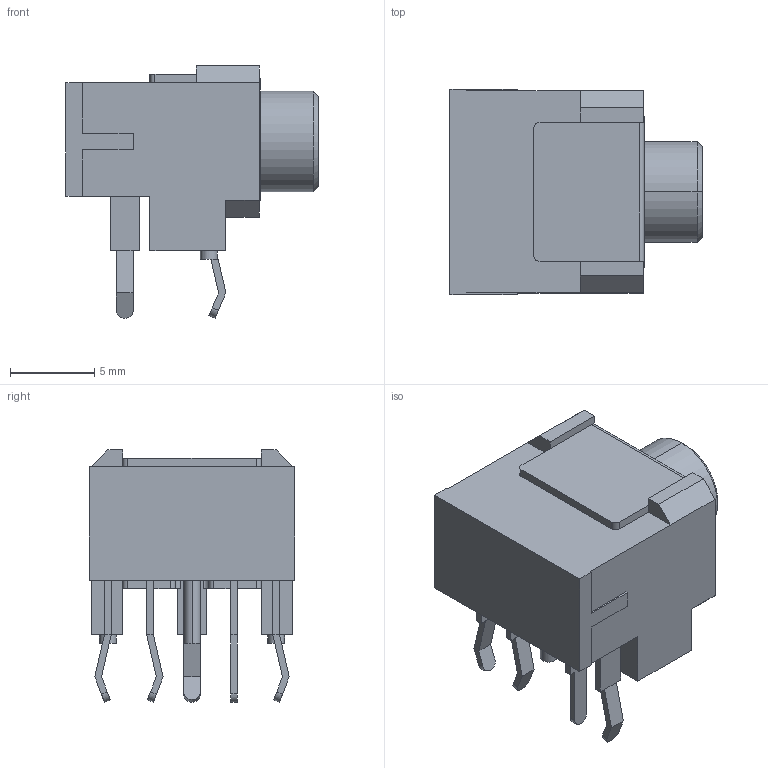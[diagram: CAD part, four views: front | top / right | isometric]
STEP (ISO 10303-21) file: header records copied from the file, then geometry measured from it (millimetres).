
FILE_DESCRIPTION (( 'STEP AP214' ), '1' );
FILE_NAME ('AUDIO_JACK.STEP', '2015-05-08T15:46:01', ( '' ), ( '' ), 'SwSTEP 2.0', 'SolidWorks 2015', '' );
FILE_SCHEMA (( 'AUTOMOTIVE_DESIGN' ));
Length unit declared in the file: millimetre
Products named in the file (4): SJ1-3545N_3; SJ1-3545N_2; SJ1-3545N; AUDIO_JACK
Assembly tree (3 placements, depth 2):
  AUDIO_JACK
    SJ1-3545N
    SJ1-3545N_2
    SJ1-3545N_3
Bounding box: 15 x 12.2 x 15 mm (x, y, z)
Volume: 1142.6 mm3; surface area: 973.8 mm2
Topology: 3 solids, 3 shells, 204 faces, 523 edges, 336 vertices
Faces by surface type: plane 158, cylinder 44, cone 2
Entity records: 6951 total; most frequent: CARTESIAN_POINT 1069, ORIENTED_EDGE 1046, DIRECTION 1033, EDGE_CURVE 523, LINE 433, VECTOR 433, VERTEX_POINT 336, AXIS2_PLACEMENT_3D 300
